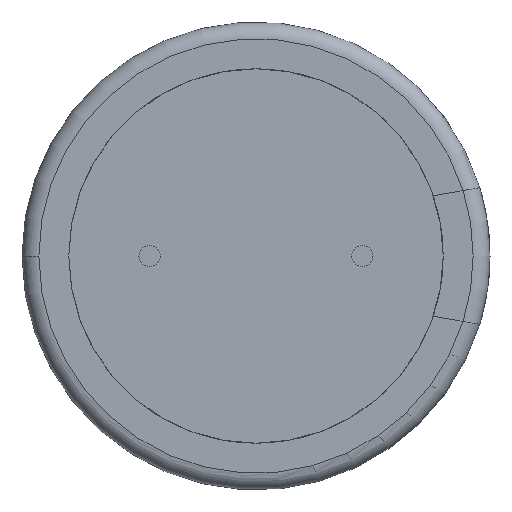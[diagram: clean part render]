
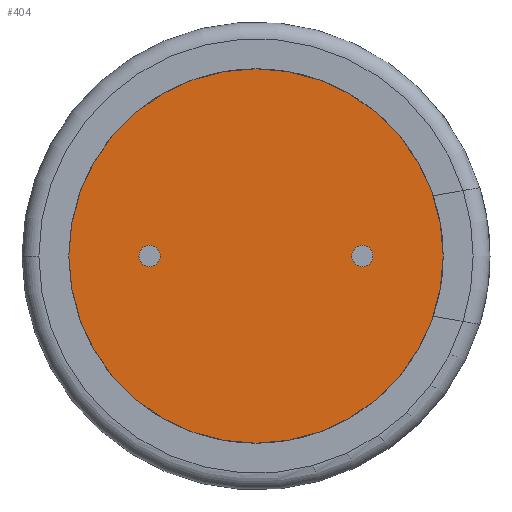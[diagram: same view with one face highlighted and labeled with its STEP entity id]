
A CAD part, front view. The second image highlights one B-rep face of the part: STEP entity #404.
In plain terms, the highlighted planar face has unit normal (0, -1, 0).
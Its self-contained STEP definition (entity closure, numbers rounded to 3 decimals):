
#33 = EDGE_CURVE ( 'NONE', #1027, #1234, #1349, .T. ) ;
#107 = DIRECTION ( 'NONE',  ( 0., -1., 0. ) ) ;
#113 = CARTESIAN_POINT ( 'NONE',  ( 0., 0., 0. ) ) ;
#156 = CARTESIAN_POINT ( 'NONE',  ( -5., 0., 0. ) ) ;
#187 = DIRECTION ( 'NONE',  ( -1., 0., 0. ) ) ;
#249 = AXIS2_PLACEMENT_3D ( 'NONE', #1038, #107, #1184 ) ;
#259 = AXIS2_PLACEMENT_3D ( 'NONE', #1468, #399, #1944 ) ;
#276 = EDGE_CURVE ( 'NONE', #493, #1213, #1064, .T. ) ;
#352 = CIRCLE ( 'NONE', #1512, 0.5 ) ;
#399 = DIRECTION ( 'NONE',  ( 0., -1., 0. ) ) ;
#404 = ADVANCED_FACE ( 'NONE', ( #823, #1522, #1718 ), #1361, .F. ) ;
#434 = DIRECTION ( 'NONE',  ( -1., 0., 0. ) ) ;
#468 = DIRECTION ( 'NONE',  ( -1., 0., 0. ) ) ;
#470 = ORIENTED_EDGE ( 'NONE', *, *, #33, .F. ) ;
#493 = VERTEX_POINT ( 'NONE', #1782 ) ;
#600 = AXIS2_PLACEMENT_3D ( 'NONE', #113, #729, #434 ) ;
#707 = EDGE_LOOP ( 'NONE', ( #1757, #881 ) ) ;
#720 = DIRECTION ( 'NONE',  ( -1., 0., 0. ) ) ;
#729 = DIRECTION ( 'NONE',  ( 0., 1., 0. ) ) ;
#764 = CARTESIAN_POINT ( 'NONE',  ( 5., 0., 0.5 ) ) ;
#798 = AXIS2_PLACEMENT_3D ( 'NONE', #1479, #1639, #720 ) ;
#808 = DIRECTION ( 'NONE',  ( 0., 1., 0. ) ) ;
#823 = FACE_BOUND ( 'NONE', #1386, .T. ) ;
#881 = ORIENTED_EDGE ( 'NONE', *, *, #276, .F. ) ;
#895 = CIRCLE ( 'NONE', #259, 0.5 ) ;
#1015 = CARTESIAN_POINT ( 'NONE',  ( -5., 0., -0.5 ) ) ;
#1027 = VERTEX_POINT ( 'NONE', #764 ) ;
#1038 = CARTESIAN_POINT ( 'NONE',  ( 5., 0., 0. ) ) ;
#1064 = CIRCLE ( 'NONE', #798, 8.8 ) ;
#1084 = DIRECTION ( 'NONE',  ( 0., -1., 0. ) ) ;
#1138 = EDGE_CURVE ( 'NONE', #1213, #493, #1212, .T. ) ;
#1156 = AXIS2_PLACEMENT_3D ( 'NONE', #156, #1879, #468 ) ;
#1163 = VERTEX_POINT ( 'NONE', #1292 ) ;
#1184 = DIRECTION ( 'NONE',  ( -1., 0., 0. ) ) ;
#1197 = EDGE_CURVE ( 'NONE', #1163, #1889, #895, .T. ) ;
#1212 = CIRCLE ( 'NONE', #2016, 8.8 ) ;
#1213 = VERTEX_POINT ( 'NONE', #1786 ) ;
#1234 = VERTEX_POINT ( 'NONE', #1950 ) ;
#1292 = CARTESIAN_POINT ( 'NONE',  ( -5., 0., 0.5 ) ) ;
#1302 = EDGE_LOOP ( 'NONE', ( #470, #1485 ) ) ;
#1349 = CIRCLE ( 'NONE', #249, 0.5 ) ;
#1361 = PLANE ( 'NONE',  #600 ) ;
#1386 = EDGE_LOOP ( 'NONE', ( #1633, #2030 ) ) ;
#1468 = CARTESIAN_POINT ( 'NONE',  ( -5., 0., 0. ) ) ;
#1479 = CARTESIAN_POINT ( 'NONE',  ( 0., 0., 0. ) ) ;
#1485 = ORIENTED_EDGE ( 'NONE', *, *, #1957, .F. ) ;
#1512 = AXIS2_PLACEMENT_3D ( 'NONE', #1996, #1084, #1712 ) ;
#1522 = FACE_BOUND ( 'NONE', #1302, .T. ) ;
#1525 = CIRCLE ( 'NONE', #1156, 0.5 ) ;
#1633 = ORIENTED_EDGE ( 'NONE', *, *, #1197, .F. ) ;
#1639 = DIRECTION ( 'NONE',  ( 0., 1., 0. ) ) ;
#1712 = DIRECTION ( 'NONE',  ( -1., 0., 0. ) ) ;
#1718 = FACE_OUTER_BOUND ( 'NONE', #707, .T. ) ;
#1742 = CARTESIAN_POINT ( 'NONE',  ( 0., 0., 0. ) ) ;
#1757 = ORIENTED_EDGE ( 'NONE', *, *, #1138, .F. ) ;
#1767 = EDGE_CURVE ( 'NONE', #1889, #1163, #1525, .T. ) ;
#1782 = CARTESIAN_POINT ( 'NONE',  ( 8.8, 0., 0. ) ) ;
#1786 = CARTESIAN_POINT ( 'NONE',  ( -8.8, 0., 0. ) ) ;
#1879 = DIRECTION ( 'NONE',  ( 0., -1., 0. ) ) ;
#1889 = VERTEX_POINT ( 'NONE', #1015 ) ;
#1944 = DIRECTION ( 'NONE',  ( -1., 0., 0. ) ) ;
#1950 = CARTESIAN_POINT ( 'NONE',  ( 5., 0., -0.5 ) ) ;
#1957 = EDGE_CURVE ( 'NONE', #1234, #1027, #352, .T. ) ;
#1996 = CARTESIAN_POINT ( 'NONE',  ( 5., 0., 0. ) ) ;
#2016 = AXIS2_PLACEMENT_3D ( 'NONE', #1742, #808, #187 ) ;
#2030 = ORIENTED_EDGE ( 'NONE', *, *, #1767, .F. ) ;
